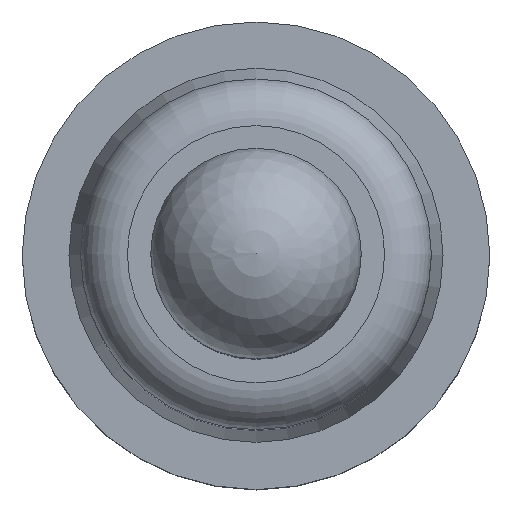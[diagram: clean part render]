
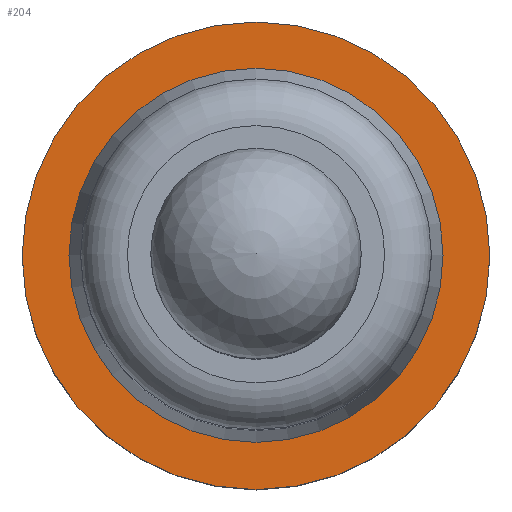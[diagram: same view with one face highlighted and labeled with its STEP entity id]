
A CAD part, top view. The second image highlights one B-rep face of the part: STEP entity #204.
In plain terms, the highlighted planar face has unit normal (0, 0, 1).
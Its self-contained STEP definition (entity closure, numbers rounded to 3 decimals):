
#42=FACE_BOUND('',#74,.T.);
#46=PLANE('',#245);
#56=FACE_OUTER_BOUND('',#73,.T.);
#73=EDGE_LOOP('',(#170));
#74=EDGE_LOOP('',(#171));
#94=CIRCLE('',#244,0.75);
#95=CIRCLE('',#246,1.);
#111=VERTEX_POINT('',#366);
#112=VERTEX_POINT('',#370);
#132=EDGE_CURVE('',#111,#111,#94,.T.);
#133=EDGE_CURVE('',#112,#112,#95,.T.);
#170=ORIENTED_EDGE('',*,*,#133,.F.);
#171=ORIENTED_EDGE('',*,*,#132,.F.);
#204=ADVANCED_FACE('',(#56,#42),#46,.T.);
#244=AXIS2_PLACEMENT_3D('',#368,#300,#301);
#245=AXIS2_PLACEMENT_3D('',#369,#302,#303);
#246=AXIS2_PLACEMENT_3D('',#371,#304,#305);
#300=DIRECTION('center_axis',(0.,0.,1.));
#301=DIRECTION('ref_axis',(1.,0.,0.));
#302=DIRECTION('center_axis',(0.,0.,1.));
#303=DIRECTION('ref_axis',(1.,0.,0.));
#304=DIRECTION('center_axis',(0.,0.,-1.));
#305=DIRECTION('ref_axis',(1.,0.,0.));
#366=CARTESIAN_POINT('',(-0.75,0.,1.));
#368=CARTESIAN_POINT('Origin',(0.,0.,1.));
#369=CARTESIAN_POINT('Origin',(0.,0.,1.));
#370=CARTESIAN_POINT('',(-1.,0.,1.));
#371=CARTESIAN_POINT('Origin',(0.,0.,1.));
